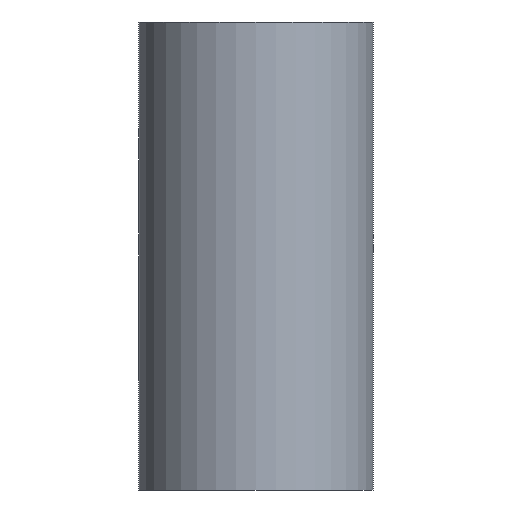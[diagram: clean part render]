
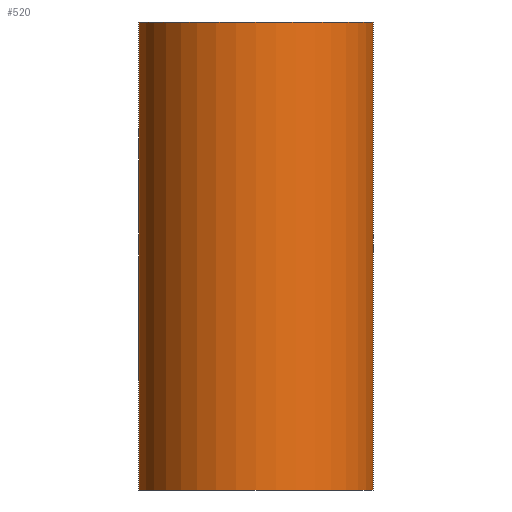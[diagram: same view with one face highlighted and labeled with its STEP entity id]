
A CAD part, front view. The second image highlights one B-rep face of the part: STEP entity #520.
In plain terms, the highlighted cylindrical face has radius 4.775 mm (diameter 9.55 mm), a partial arc.
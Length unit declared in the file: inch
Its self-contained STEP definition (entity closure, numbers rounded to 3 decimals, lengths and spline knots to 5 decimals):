
#2 = EDGE_CURVE ( 'NONE', #64, #120, #525, .T. ) ;
#5 = VERTEX_POINT ( 'NONE', #31 ) ;
#8 = EDGE_CURVE ( 'NONE', #36, #5, #542, .T. ) ;
#31 = CARTESIAN_POINT ( 'NONE',  ( -0.032, -0.906, 0.375 ) ) ;
#36 = VERTEX_POINT ( 'NONE', #153 ) ;
#42 = CARTESIAN_POINT ( 'NONE',  ( -0.032, -0.906, -0.375 ) ) ;
#64 = VERTEX_POINT ( 'NONE', #292 ) ;
#77 = CARTESIAN_POINT ( 'NONE',  ( 0.156, -0.906, 0.375 ) ) ;
#97 = DIRECTION ( 'NONE',  ( 0., 0., -1. ) ) ;
#105 = ORIENTED_EDGE ( 'NONE', *, *, #182, .F. ) ;
#110 = DIRECTION ( 'NONE',  ( 0., 0., -1. ) ) ;
#112 = DIRECTION ( 'NONE',  ( 1., 0., 0. ) ) ;
#120 = VERTEX_POINT ( 'NONE', #42 ) ;
#131 = CYLINDRICAL_SURFACE ( 'NONE', #189, 0.188 ) ;
#137 = ORIENTED_EDGE ( 'NONE', *, *, #150, .T. ) ;
#150 = EDGE_CURVE ( 'NONE', #5, #120, #272, .T. ) ;
#153 = CARTESIAN_POINT ( 'NONE',  ( 0.156, -0.718, 0.375 ) ) ;
#167 = AXIS2_PLACEMENT_3D ( 'NONE', #77, #110, #112 ) ;
#182 = EDGE_CURVE ( 'NONE', #36, #64, #249, .T. ) ;
#189 = AXIS2_PLACEMENT_3D ( 'NONE', #496, #537, #286 ) ;
#218 = DIRECTION ( 'NONE',  ( 0., 0., -1. ) ) ;
#226 = VECTOR ( 'NONE', #347, 39.37008 ) ;
#230 = CARTESIAN_POINT ( 'NONE',  ( 0.156, -0.906, -0.375 ) ) ;
#249 = LINE ( 'NONE', #299, #226 ) ;
#254 = CARTESIAN_POINT ( 'NONE',  ( -0.032, -0.906, 0.375 ) ) ;
#272 = LINE ( 'NONE', #254, #334 ) ;
#282 = DIRECTION ( 'NONE',  ( 1., 0., 0. ) ) ;
#286 = DIRECTION ( 'NONE',  ( -1., 0., 0. ) ) ;
#292 = CARTESIAN_POINT ( 'NONE',  ( 0.156, -0.718, -0.375 ) ) ;
#299 = CARTESIAN_POINT ( 'NONE',  ( 0.156, -0.718, 0.375 ) ) ;
#334 = VECTOR ( 'NONE', #218, 39.37008 ) ;
#347 = DIRECTION ( 'NONE',  ( 0., 0., -1. ) ) ;
#466 = FACE_OUTER_BOUND ( 'NONE', #523, .T. ) ;
#496 = CARTESIAN_POINT ( 'NONE',  ( 0.156, -0.906, 0.375 ) ) ;
#519 = ORIENTED_EDGE ( 'NONE', *, *, #8, .T. ) ;
#520 = ADVANCED_FACE ( 'NONE', ( #466 ), #131, .T. ) ;
#523 = EDGE_LOOP ( 'NONE', ( #552, #105, #519, #137 ) ) ;
#525 = CIRCLE ( 'NONE', #529, 0.188 ) ;
#529 = AXIS2_PLACEMENT_3D ( 'NONE', #230, #97, #282 ) ;
#537 = DIRECTION ( 'NONE',  ( 0., 0., -1. ) ) ;
#542 = CIRCLE ( 'NONE', #167, 0.188 ) ;
#552 = ORIENTED_EDGE ( 'NONE', *, *, #2, .F. ) ;
